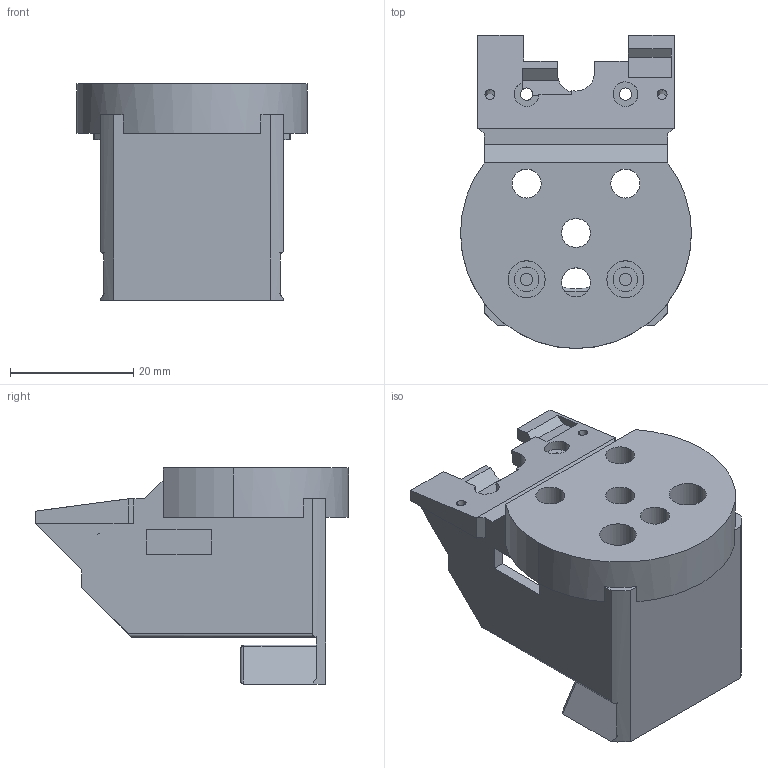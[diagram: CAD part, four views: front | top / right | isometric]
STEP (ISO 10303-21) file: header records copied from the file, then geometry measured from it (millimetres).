
FILE_DESCRIPTION (( 'STEP AP214' ), '1' );
FILE_NAME ('ridged_bracket^gripper_v3.STEP', '2025-02-04T23:15:13', ( '' ), ( '' ), 'SwSTEP 2.0', 'SolidWorks 2018', '' );
FILE_SCHEMA (( 'AUTOMOTIVE_DESIGN' ));
Length unit declared in the file: millimetre
Products named in the file (1): ridged_bracket^gripper_v3
Bounding box: 37.4 x 50.7 x 35 mm (x, y, z)
Volume: 12064.9 mm3; surface area: 9874.2 mm2
Topology: 1 solids, 1 shells, 143 faces, 381 edges, 242 vertices
Faces by surface type: plane 77, cylinder 58, sphere 6, bspline 1, torus 1
Entity records: 4476 total; most frequent: CARTESIAN_POINT 880, ORIENTED_EDGE 754, DIRECTION 731, EDGE_CURVE 377, AXIS2_PLACEMENT_3D 245, VERTEX_POINT 242, LINE 241, VECTOR 241
